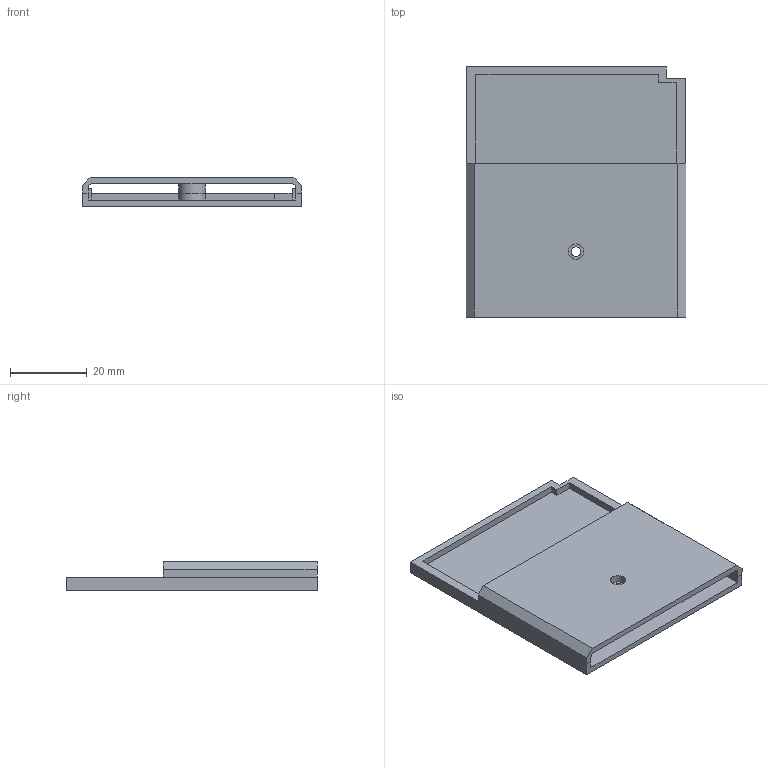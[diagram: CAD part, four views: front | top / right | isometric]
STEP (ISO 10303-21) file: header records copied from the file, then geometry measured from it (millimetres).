
FILE_DESCRIPTION(/* description */ (''),/* implementation_level */ '2;1');
FILE_NAME(/* name */ 'gbcase-debug.step',/* time_stamp */ '2022-06-01T20:17:22+02:00',/* author */ (''),/* organization */ (''),/* preprocessor_version */ 'ST-DEVELOPER v19',/* originating_system */ 'Autodesk Translation Framework v11.7.0.108',/* authorisation */ '');
FILE_SCHEMA (('AUTOMOTIVE_DESIGN { 1 0 10303 214 3 1 1 }'));
Length unit declared in the file: millimetre
Products named in the file (3): gbcase-debug; gbcase-bottom-debug; gbcase-top-debug
Assembly tree (2 placements, depth 2):
  gbcase-debug
    gbcase-bottom-debug
    gbcase-top-debug
Bounding box: 57 x 65 x 7.4 mm (x, y, z)
Volume: 10604.6 mm3; surface area: 13859.1 mm2
Topology: 2 solids, 2 shells, 46 faces, 115 edges, 76 vertices
Faces by surface type: plane 39, cylinder 7
Full cylindrical faces by diameter (mm): 2.5 x2, 4 x1, 7 x2
Entity records: 1457 total; most frequent: CARTESIAN_POINT 242, DIRECTION 231, ORIENTED_EDGE 230, EDGE_CURVE 115, LINE 101, VECTOR 101, VERTEX_POINT 76, AXIS2_PLACEMENT_3D 65
